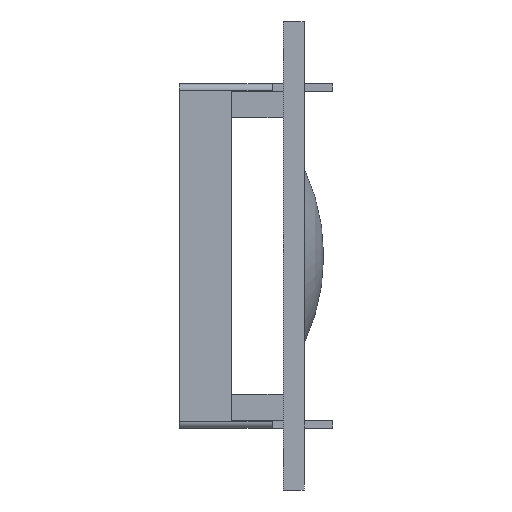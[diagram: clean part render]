
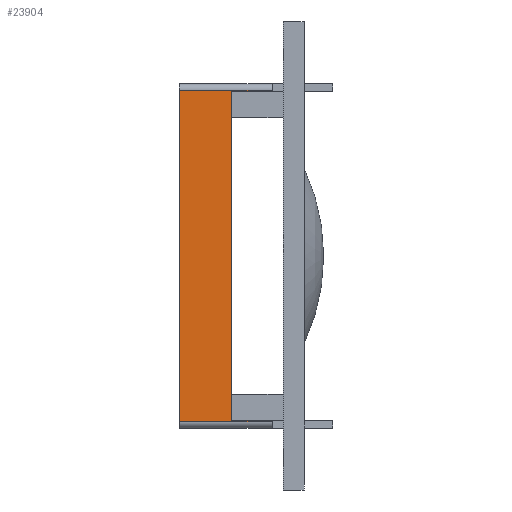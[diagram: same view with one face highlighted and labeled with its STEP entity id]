
A CAD part, left-side view. The second image highlights one B-rep face of the part: STEP entity #23904.
In plain terms, the highlighted planar face has unit normal (-1, 0, 0).
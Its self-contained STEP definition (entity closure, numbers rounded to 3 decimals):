
#679 = FACE_OUTER_BOUND ( 'NONE', #26325, .T. ) ;
#1398 = CARTESIAN_POINT ( 'NONE',  ( -110.878, 32.373, 32.462 ) ) ;
#1724 = EDGE_CURVE ( 'NONE', #2904, #13503, #11774, .T. ) ;
#2023 = LINE ( 'NONE', #36414, #32442 ) ;
#2276 = EDGE_CURVE ( 'NONE', #28550, #17602, #5775, .T. ) ;
#2578 = DIRECTION ( 'NONE',  ( 0., -1., 0. ) ) ;
#2904 = VERTEX_POINT ( 'NONE', #36095 ) ;
#3871 = CARTESIAN_POINT ( 'NONE',  ( -110.878, 35.523, 7.062 ) ) ;
#3895 = LINE ( 'NONE', #4824, #18655 ) ;
#3903 = VECTOR ( 'NONE', #23404, 1000. ) ;
#4264 = DIRECTION ( 'NONE',  ( 1., 0., 0. ) ) ;
#4824 = CARTESIAN_POINT ( 'NONE',  ( -110.878, 35.523, 7.062 ) ) ;
#4858 = VECTOR ( 'NONE', #31472, 1000. ) ;
#5775 = LINE ( 'NONE', #7888, #4858 ) ;
#6814 = VERTEX_POINT ( 'NONE', #10058 ) ;
#7020 = ORIENTED_EDGE ( 'NONE', *, *, #8276, .F. ) ;
#7888 = CARTESIAN_POINT ( 'NONE',  ( -110.878, 27.723, 7.062 ) ) ;
#7940 = EDGE_CURVE ( 'NONE', #22221, #17602, #2023, .T. ) ;
#8276 = EDGE_CURVE ( 'NONE', #19533, #6814, #16741, .T. ) ;
#8670 = CARTESIAN_POINT ( 'NONE',  ( -110.878, 32.373, 7.062 ) ) ;
#10039 = PLANE ( 'NONE',  #32359 ) ;
#10058 = CARTESIAN_POINT ( 'NONE',  ( -110.878, 35.523, 32.362 ) ) ;
#10443 = DIRECTION ( 'NONE',  ( 0., -1., 0. ) ) ;
#10860 = VECTOR ( 'NONE', #10443, 1000. ) ;
#11774 = LINE ( 'NONE', #25117, #10860 ) ;
#12839 = LINE ( 'NONE', #36643, #28520 ) ;
#12947 = DIRECTION ( 'NONE',  ( 0., 0., 1. ) ) ;
#13503 = VERTEX_POINT ( 'NONE', #1398 ) ;
#15157 = EDGE_CURVE ( 'NONE', #37587, #22221, #15855, .T. ) ;
#15855 = LINE ( 'NONE', #35057, #31515 ) ;
#16741 = LINE ( 'NONE', #37703, #24533 ) ;
#17076 = DIRECTION ( 'NONE',  ( 0., 1., 0. ) ) ;
#17271 = CARTESIAN_POINT ( 'NONE',  ( -110.878, 32.373, 6.962 ) ) ;
#17602 = VERTEX_POINT ( 'NONE', #8670 ) ;
#17745 = ORIENTED_EDGE ( 'NONE', *, *, #18834, .T. ) ;
#18655 = VECTOR ( 'NONE', #31517, 1000. ) ;
#18834 = EDGE_CURVE ( 'NONE', #19533, #13503, #35265, .T. ) ;
#19533 = VERTEX_POINT ( 'NONE', #20796 ) ;
#20435 = CARTESIAN_POINT ( 'NONE',  ( -110.878, 32.373, 6.461 ) ) ;
#20796 = CARTESIAN_POINT ( 'NONE',  ( -110.878, 32.373, 32.362 ) ) ;
#21912 = CARTESIAN_POINT ( 'NONE',  ( -110.878, 39.523, 6.962 ) ) ;
#21947 = DIRECTION ( 'NONE',  ( 0., 0., 1. ) ) ;
#22221 = VERTEX_POINT ( 'NONE', #17271 ) ;
#22690 = CARTESIAN_POINT ( 'NONE',  ( -110.878, 39.523, 6.962 ) ) ;
#23404 = DIRECTION ( 'NONE',  ( 0., 0., 1. ) ) ;
#23628 = ORIENTED_EDGE ( 'NONE', *, *, #1724, .F. ) ;
#23904 = ADVANCED_FACE ( 'NONE', ( #679 ), #10039, .F. ) ;
#24533 = VECTOR ( 'NONE', #17076, 1000. ) ;
#24835 = DIRECTION ( 'NONE',  ( 0., 0., -1. ) ) ;
#25117 = CARTESIAN_POINT ( 'NONE',  ( -110.878, 39.523, 32.462 ) ) ;
#26325 = EDGE_LOOP ( 'NONE', ( #29873, #32284, #32642, #7020, #17745, #23628, #33862, #34185 ) ) ;
#28520 = VECTOR ( 'NONE', #21947, 1000. ) ;
#28550 = VERTEX_POINT ( 'NONE', #3871 ) ;
#29873 = ORIENTED_EDGE ( 'NONE', *, *, #7940, .T. ) ;
#31472 = DIRECTION ( 'NONE',  ( 0., -1., 0. ) ) ;
#31486 = EDGE_CURVE ( 'NONE', #37587, #2904, #12839, .T. ) ;
#31515 = VECTOR ( 'NONE', #2578, 1000. ) ;
#31517 = DIRECTION ( 'NONE',  ( 0., 0., -1. ) ) ;
#32284 = ORIENTED_EDGE ( 'NONE', *, *, #2276, .F. ) ;
#32359 = AXIS2_PLACEMENT_3D ( 'NONE', #21912, #4264, #24835 ) ;
#32442 = VECTOR ( 'NONE', #12947, 1000. ) ;
#32642 = ORIENTED_EDGE ( 'NONE', *, *, #34929, .F. ) ;
#33862 = ORIENTED_EDGE ( 'NONE', *, *, #31486, .F. ) ;
#34185 = ORIENTED_EDGE ( 'NONE', *, *, #15157, .T. ) ;
#34929 = EDGE_CURVE ( 'NONE', #6814, #28550, #3895, .T. ) ;
#35057 = CARTESIAN_POINT ( 'NONE',  ( -110.878, 39.523, 6.962 ) ) ;
#35265 = LINE ( 'NONE', #20435, #3903 ) ;
#36095 = CARTESIAN_POINT ( 'NONE',  ( -110.878, 39.523, 32.462 ) ) ;
#36414 = CARTESIAN_POINT ( 'NONE',  ( -110.878, 32.373, 6.461 ) ) ;
#36643 = CARTESIAN_POINT ( 'NONE',  ( -110.878, 39.523, 6.962 ) ) ;
#37587 = VERTEX_POINT ( 'NONE', #22690 ) ;
#37703 = CARTESIAN_POINT ( 'NONE',  ( -110.878, 27.723, 32.362 ) ) ;
